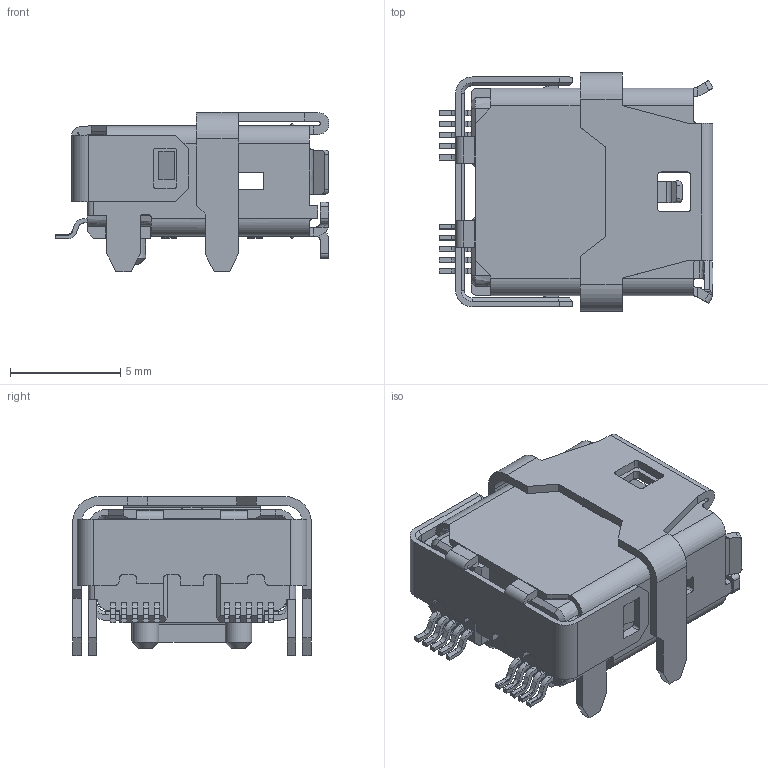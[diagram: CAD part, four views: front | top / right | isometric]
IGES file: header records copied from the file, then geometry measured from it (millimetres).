
Start section: Elysium IGES Interface
Global section: file name: 80HIX60G-B-10P.igs; native system: Creo Elements/Direct Modeling 19.0F  14-Feb-2017; preprocessor: Creo Element/Direct IGES_3D V2.2; author: Unknown; organization: Unknown; date: 20190708.154656; units: millimetre
Bounding box: 12.4 x 10.8 x 7.2 mm (x, y, z)
Volume: 327.5 mm3; surface area: 1090 mm2
Topology: 1 solids, 1 shells, 740 faces, 2074 edges, 1341 vertices
Faces by surface type: bspline 740
